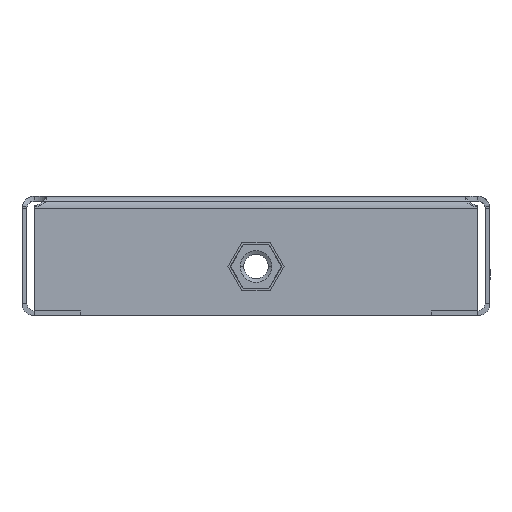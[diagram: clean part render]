
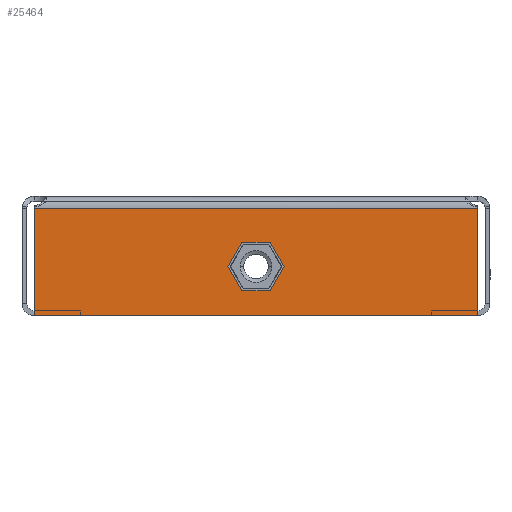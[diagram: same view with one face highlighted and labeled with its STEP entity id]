
A CAD part, left-side view. The second image highlights one B-rep face of the part: STEP entity #25464.
In plain terms, the highlighted planar face has unit normal (-1, 0, 0).
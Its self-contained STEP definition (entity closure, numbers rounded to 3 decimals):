
#462 = EDGE_CURVE ( 'NONE', #20424, #15578, #26288, .T. ) ;
#670 = VERTEX_POINT ( 'NONE', #16246 ) ;
#692 = CARTESIAN_POINT ( 'NONE',  ( -502., 0., 0. ) ) ;
#1309 = CARTESIAN_POINT ( 'NONE',  ( -502., 10.219, -5.9 ) ) ;
#1799 = EDGE_LOOP ( 'NONE', ( #37220, #11278, #33154, #36879 ) ) ;
#2246 = DIRECTION ( 'NONE',  ( 0., 0., -1. ) ) ;
#3689 = FACE_BOUND ( 'NONE', #21208, .T. ) ;
#3878 = CARTESIAN_POINT ( 'NONE',  ( -502., 5.312, -14.4 ) ) ;
#3889 = DIRECTION ( 'NONE',  ( 0., 0., -1. ) ) ;
#5884 = EDGE_CURVE ( 'NONE', #32526, #670, #27766, .T. ) ;
#6481 = CARTESIAN_POINT ( 'NONE',  ( -502., 45.5, -24.5 ) ) ;
#6722 = DIRECTION ( 'NONE',  ( 1., 0., 0. ) ) ;
#7059 = DIRECTION ( 'NONE',  ( 0., -1., 0. ) ) ;
#9141 = VERTEX_POINT ( 'NONE', #15167 ) ;
#9200 = EDGE_CURVE ( 'NONE', #670, #33601, #34540, .T. ) ;
#9263 = VECTOR ( 'NONE', #21531, 1000. ) ;
#9863 = CARTESIAN_POINT ( 'NONE',  ( -502., -45.5, -24.5 ) ) ;
#9983 = VERTEX_POINT ( 'NONE', #17891 ) ;
#10289 = CARTESIAN_POINT ( 'NONE',  ( -502., 45.5, -2.5 ) ) ;
#11278 = ORIENTED_EDGE ( 'NONE', *, *, #462, .T. ) ;
#11833 = LINE ( 'NONE', #29651, #31294 ) ;
#12290 = LINE ( 'NONE', #36902, #13015 ) ;
#12884 = DIRECTION ( 'NONE',  ( 0., -1., 0. ) ) ;
#12914 = LINE ( 'NONE', #34900, #38447 ) ;
#13015 = VECTOR ( 'NONE', #12884, 1000. ) ;
#14247 = VECTOR ( 'NONE', #7059, 1000. ) ;
#14820 = DIRECTION ( 'NONE',  ( 0., -1., 0. ) ) ;
#15167 = CARTESIAN_POINT ( 'NONE',  ( -502., -45.5, -2.5 ) ) ;
#15520 = ORIENTED_EDGE ( 'NONE', *, *, #9200, .T. ) ;
#15578 = VERTEX_POINT ( 'NONE', #6481 ) ;
#15713 = PLANE ( 'NONE',  #18546 ) ;
#16246 = CARTESIAN_POINT ( 'NONE',  ( -502., 2.656, -19. ) ) ;
#16414 = VERTEX_POINT ( 'NONE', #36988 ) ;
#17891 = CARTESIAN_POINT ( 'NONE',  ( -502., -5.312, -14.4 ) ) ;
#18217 = EDGE_CURVE ( 'NONE', #16414, #39208, #21229, .T. ) ;
#18546 = AXIS2_PLACEMENT_3D ( 'NONE', #692, #6722, #3889 ) ;
#18895 = CARTESIAN_POINT ( 'NONE',  ( -502., -45.5, -2.5 ) ) ;
#20424 = VERTEX_POINT ( 'NONE', #10289 ) ;
#20479 = CARTESIAN_POINT ( 'NONE',  ( -502., 45.5, 0. ) ) ;
#21208 = EDGE_LOOP ( 'NONE', ( #29914, #24630, #15520, #22462, #29170, #32783 ) ) ;
#21229 = LINE ( 'NONE', #30807, #32824 ) ;
#21483 = VECTOR ( 'NONE', #22369, 1000. ) ;
#21531 = DIRECTION ( 'NONE',  ( 0., 0.5, -0.866 ) ) ;
#21704 = EDGE_CURVE ( 'NONE', #33601, #16414, #12914, .T. ) ;
#22151 = EDGE_CURVE ( 'NONE', #20424, #9141, #34461, .T. ) ;
#22163 = DIRECTION ( 'NONE',  ( 0., 1., 0. ) ) ;
#22369 = DIRECTION ( 'NONE',  ( 0., 0.5, 0.866 ) ) ;
#22462 = ORIENTED_EDGE ( 'NONE', *, *, #21704, .T. ) ;
#23365 = CARTESIAN_POINT ( 'NONE',  ( -502., 2.252, -1.3 ) ) ;
#24080 = DIRECTION ( 'NONE',  ( 0., 0., 1. ) ) ;
#24261 = EDGE_CURVE ( 'NONE', #9983, #32526, #27532, .T. ) ;
#24429 = VECTOR ( 'NONE', #2246, 1000. ) ;
#24630 = ORIENTED_EDGE ( 'NONE', *, *, #5884, .T. ) ;
#24686 = CARTESIAN_POINT ( 'NONE',  ( -502., -2.656, -19. ) ) ;
#24991 = VECTOR ( 'NONE', #32747, 1000. ) ;
#25464 = ADVANCED_FACE ( 'NONE', ( #3689, #33915 ), #15713, .F. ) ;
#25495 = VECTOR ( 'NONE', #22163, 1000. ) ;
#26150 = EDGE_CURVE ( 'NONE', #28657, #9141, #11833, .T. ) ;
#26288 = LINE ( 'NONE', #20479, #24429 ) ;
#26762 = EDGE_CURVE ( 'NONE', #39208, #9983, #28747, .T. ) ;
#27532 = LINE ( 'NONE', #34112, #9263 ) ;
#27766 = LINE ( 'NONE', #37713, #25495 ) ;
#28657 = VERTEX_POINT ( 'NONE', #9863 ) ;
#28747 = LINE ( 'NONE', #23365, #24991 ) ;
#29170 = ORIENTED_EDGE ( 'NONE', *, *, #18217, .T. ) ;
#29651 = CARTESIAN_POINT ( 'NONE',  ( -502., -45.5, 0. ) ) ;
#29914 = ORIENTED_EDGE ( 'NONE', *, *, #24261, .T. ) ;
#30807 = CARTESIAN_POINT ( 'NONE',  ( -502., 0., -9.8 ) ) ;
#31294 = VECTOR ( 'NONE', #24080, 1000. ) ;
#31887 = DIRECTION ( 'NONE',  ( 0., -0.5, 0.866 ) ) ;
#32526 = VERTEX_POINT ( 'NONE', #24686 ) ;
#32747 = DIRECTION ( 'NONE',  ( 0., -0.5, -0.866 ) ) ;
#32783 = ORIENTED_EDGE ( 'NONE', *, *, #26762, .T. ) ;
#32824 = VECTOR ( 'NONE', #14820, 1000. ) ;
#33154 = ORIENTED_EDGE ( 'NONE', *, *, #36443, .T. ) ;
#33601 = VERTEX_POINT ( 'NONE', #3878 ) ;
#33915 = FACE_OUTER_BOUND ( 'NONE', #1799, .T. ) ;
#34112 = CARTESIAN_POINT ( 'NONE',  ( -502., -10.219, -5.9 ) ) ;
#34461 = LINE ( 'NONE', #18895, #14247 ) ;
#34540 = LINE ( 'NONE', #1309, #21483 ) ;
#34900 = CARTESIAN_POINT ( 'NONE',  ( -502., -2.252, -1.3 ) ) ;
#36443 = EDGE_CURVE ( 'NONE', #15578, #28657, #12290, .T. ) ;
#36879 = ORIENTED_EDGE ( 'NONE', *, *, #26150, .T. ) ;
#36902 = CARTESIAN_POINT ( 'NONE',  ( -502., 0., -24.5 ) ) ;
#36951 = CARTESIAN_POINT ( 'NONE',  ( -502., -2.656, -9.8 ) ) ;
#36988 = CARTESIAN_POINT ( 'NONE',  ( -502., 2.656, -9.8 ) ) ;
#37220 = ORIENTED_EDGE ( 'NONE', *, *, #22151, .F. ) ;
#37713 = CARTESIAN_POINT ( 'NONE',  ( -502., 0., -19. ) ) ;
#38447 = VECTOR ( 'NONE', #31887, 1000. ) ;
#39208 = VERTEX_POINT ( 'NONE', #36951 ) ;
